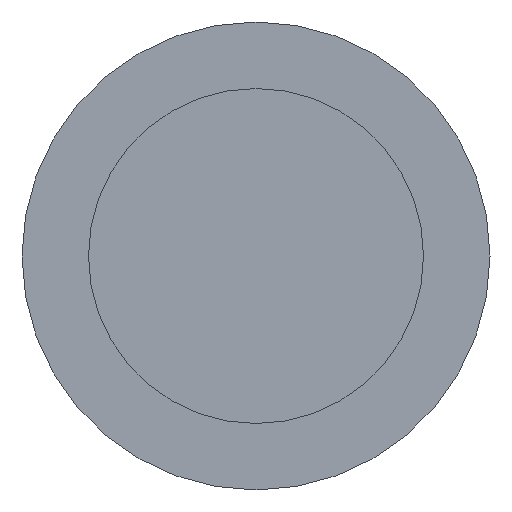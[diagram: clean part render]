
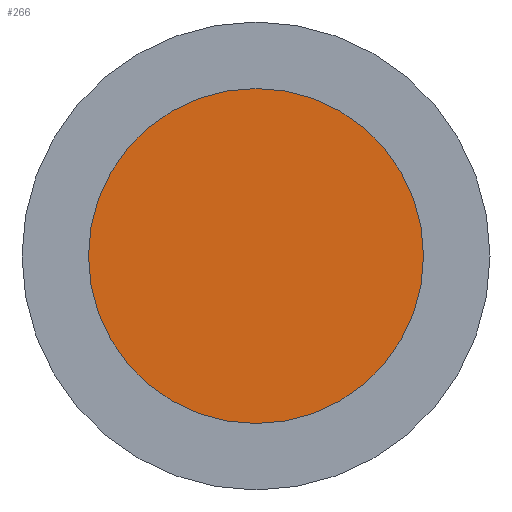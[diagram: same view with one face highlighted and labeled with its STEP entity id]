
A CAD part, front view. The second image highlights one B-rep face of the part: STEP entity #266.
In plain terms, the highlighted planar face has unit normal (0, -1, 0).
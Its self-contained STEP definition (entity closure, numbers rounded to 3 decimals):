
#196 = CYLINDRICAL_SURFACE('',#197,2.52);
#197 = AXIS2_PLACEMENT_3D('',#198,#199,#200);
#198 = CARTESIAN_POINT('',(0.,8.45,32.02));
#199 = DIRECTION('',(0.,1.,0.));
#200 = DIRECTION('',(0.,0.,1.));
#212 = VERTEX_POINT('',#213);
#213 = CARTESIAN_POINT('',(0.,-1.55,34.54));
#234 = EDGE_CURVE('',#212,#212,#235,.T.);
#235 = SURFACE_CURVE('',#236,(#241,#248),.PCURVE_S1.);
#236 = CIRCLE('',#237,2.52);
#237 = AXIS2_PLACEMENT_3D('',#238,#239,#240);
#238 = CARTESIAN_POINT('',(0.,-1.55,32.02));
#239 = DIRECTION('',(0.,-1.,0.));
#240 = DIRECTION('',(0.,0.,1.));
#241 = PCURVE('',#196,#242);
#242 = DEFINITIONAL_REPRESENTATION('',(#243),#247);
#243 = LINE('',#244,#245);
#244 = CARTESIAN_POINT('',(-0.,-10.));
#245 = VECTOR('',#246,1.);
#246 = DIRECTION('',(-1.,0.));
#247 = ( GEOMETRIC_REPRESENTATION_CONTEXT(2) 
PARAMETRIC_REPRESENTATION_CONTEXT() REPRESENTATION_CONTEXT('2D SPACE',''
  ) );
#248 = PCURVE('',#249,#254);
#249 = PLANE('',#250);
#250 = AXIS2_PLACEMENT_3D('',#251,#252,#253);
#251 = CARTESIAN_POINT('',(0.,-1.55,32.02));
#252 = DIRECTION('',(0.,1.,0.));
#253 = DIRECTION('',(0.,0.,-1.));
#254 = DEFINITIONAL_REPRESENTATION('',(#255),#263);
#255 = ( BOUNDED_CURVE() B_SPLINE_CURVE(2,(#256,#257,#258,#259,#260,#261
,#262),.UNSPECIFIED.,.T.,.F.) B_SPLINE_CURVE_WITH_KNOTS((1,2,2,2,2,1),(
    -2.094,0.,2.094,4.189,6.283,
8.378),.UNSPECIFIED.) CURVE() GEOMETRIC_REPRESENTATION_ITEM() 
RATIONAL_B_SPLINE_CURVE((1.,0.5,1.,0.5,1.,0.5,1.)) REPRESENTATION_ITEM(
  '') );
#256 = CARTESIAN_POINT('',(-2.52,0.));
#257 = CARTESIAN_POINT('',(-2.52,4.365));
#258 = CARTESIAN_POINT('',(1.26,2.182));
#259 = CARTESIAN_POINT('',(5.04,0.));
#260 = CARTESIAN_POINT('',(1.26,-2.182));
#261 = CARTESIAN_POINT('',(-2.52,-4.365));
#262 = CARTESIAN_POINT('',(-2.52,0.));
#263 = ( GEOMETRIC_REPRESENTATION_CONTEXT(2) 
PARAMETRIC_REPRESENTATION_CONTEXT() REPRESENTATION_CONTEXT('2D SPACE',''
  ) );
#266 = ADVANCED_FACE('',(#267),#249,.F.);
#267 = FACE_BOUND('',#268,.T.);
#268 = EDGE_LOOP('',(#269));
#269 = ORIENTED_EDGE('',*,*,#234,.T.);
